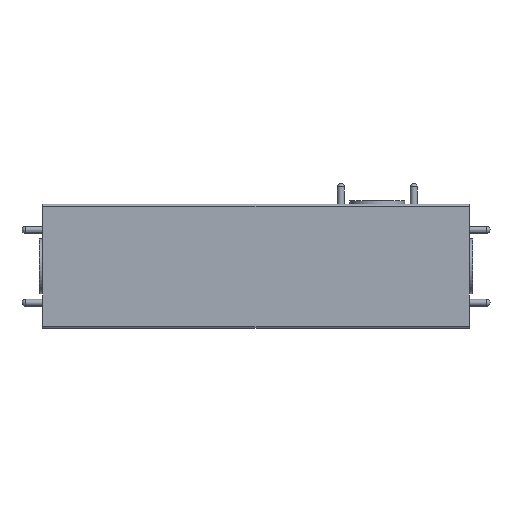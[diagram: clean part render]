
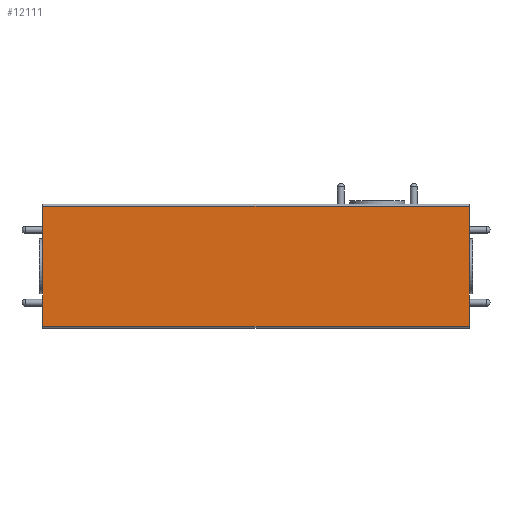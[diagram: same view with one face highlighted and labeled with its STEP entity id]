
A CAD part, front view. The second image highlights one B-rep face of the part: STEP entity #12111.
In plain terms, the highlighted planar face has unit normal (0, -1, 0).
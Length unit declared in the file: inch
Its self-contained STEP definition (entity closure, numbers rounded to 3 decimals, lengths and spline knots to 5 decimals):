
#626 = VECTOR ( 'NONE', #16251, 39.37008 ) ;
#1156 = DIRECTION ( 'NONE',  ( 0., 1., 0. ) ) ;
#1307 = CARTESIAN_POINT ( 'NONE',  ( 1.9385, -0.61417, 0.52906 ) ) ;
#2710 = DIRECTION ( 'NONE',  ( 1., 0., 0. ) ) ;
#3353 = LINE ( 'NONE', #9520, #3680 ) ;
#3680 = VECTOR ( 'NONE', #15686, 39.37008 ) ;
#3994 = DIRECTION ( 'NONE',  ( 0., 0., 1. ) ) ;
#4385 = PLANE ( 'NONE',  #7940 ) ;
#4527 = LINE ( 'NONE', #19587, #18396 ) ;
#5875 = DIRECTION ( 'NONE',  ( 0., 0., 1. ) ) ;
#6065 = EDGE_LOOP ( 'NONE', ( #8228, #19611, #18235, #8362 ) ) ;
#6831 = VECTOR ( 'NONE', #5875, 39.37008 ) ;
#7940 = AXIS2_PLACEMENT_3D ( 'NONE', #17927, #1156, #3994 ) ;
#8228 = ORIENTED_EDGE ( 'NONE', *, *, #13545, .F. ) ;
#8362 = ORIENTED_EDGE ( 'NONE', *, *, #8975, .T. ) ;
#8975 = EDGE_CURVE ( 'NONE', #19974, #18120, #4527, .T. ) ;
#9520 = CARTESIAN_POINT ( 'NONE',  ( 1.9385, -0.61417, 0.54874 ) ) ;
#9599 = EDGE_CURVE ( 'NONE', #19974, #10899, #16787, .T. ) ;
#10733 = EDGE_CURVE ( 'NONE', #11623, #10899, #16056, .T. ) ;
#10899 = VERTEX_POINT ( 'NONE', #14207 ) ;
#11623 = VERTEX_POINT ( 'NONE', #1307 ) ;
#12111 = ADVANCED_FACE ( 'NONE', ( #14919 ), #4385, .F. ) ;
#13545 = EDGE_CURVE ( 'NONE', #11623, #18120, #3353, .T. ) ;
#14145 = CARTESIAN_POINT ( 'NONE',  ( -1.9385, -0.61417, -0.55906 ) ) ;
#14207 = CARTESIAN_POINT ( 'NONE',  ( -1.9385, -0.61417, 0.52906 ) ) ;
#14919 = FACE_OUTER_BOUND ( 'NONE', #6065, .T. ) ;
#15686 = DIRECTION ( 'NONE',  ( 0., 0., -1. ) ) ;
#16056 = LINE ( 'NONE', #17464, #626 ) ;
#16251 = DIRECTION ( 'NONE',  ( -1., 0., 0. ) ) ;
#16591 = CARTESIAN_POINT ( 'NONE',  ( 1.9385, -0.61417, -0.55906 ) ) ;
#16787 = LINE ( 'NONE', #19709, #6831 ) ;
#17464 = CARTESIAN_POINT ( 'NONE',  ( -1.9385, -0.61417, 0.52906 ) ) ;
#17927 = CARTESIAN_POINT ( 'NONE',  ( -1.9685, -0.61417, 0.57874 ) ) ;
#18120 = VERTEX_POINT ( 'NONE', #16591 ) ;
#18235 = ORIENTED_EDGE ( 'NONE', *, *, #9599, .F. ) ;
#18396 = VECTOR ( 'NONE', #2710, 39.37008 ) ;
#19587 = CARTESIAN_POINT ( 'NONE',  ( 1.9385, -0.61417, -0.55906 ) ) ;
#19611 = ORIENTED_EDGE ( 'NONE', *, *, #10733, .T. ) ;
#19709 = CARTESIAN_POINT ( 'NONE',  ( -1.9385, -0.61417, -0.57874 ) ) ;
#19974 = VERTEX_POINT ( 'NONE', #14145 ) ;
